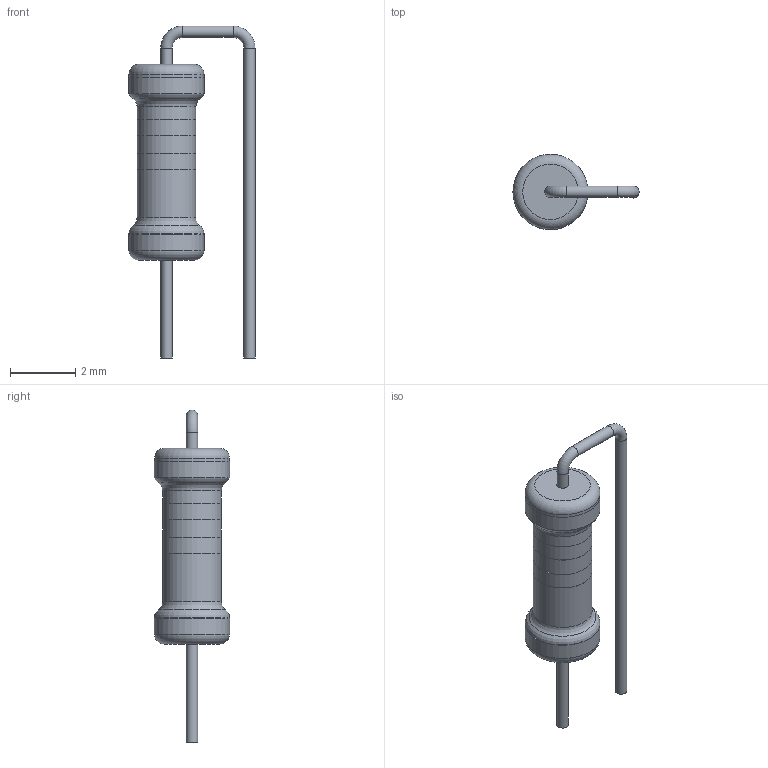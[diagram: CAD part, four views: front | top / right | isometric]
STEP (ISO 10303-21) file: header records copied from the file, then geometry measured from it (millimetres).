
FILE_DESCRIPTION(/* description */ (''),/* implementation_level */ '2;1');
FILE_NAME(/* name */ 'Resistor TH vertical 2,54.stp',/* time_stamp */ '2017-02-22T20:43:35+03:00',/* author */ ('Boris'),/* organization */ (''),/* preprocessor_version */ 'ST-DEVELOPER v16.5',/* originating_system */ 'Autodesk Inventor 2017',/* authorisation */ '');
FILE_SCHEMA (('AUTOMOTIVE_DESIGN { 1 0 10303 214 3 1 1 }'));
Length unit declared in the file: millimetre
Products named in the file (1): Resistor TH vertical
Bounding box: 3.87 x 2.3 x 10.18 mm (x, y, z)
Volume: 19.9 mm3; surface area: 62.5 mm2
Topology: 1 solids, 1 shells, 33 faces, 56 edges, 35 vertices
Faces by surface type: cylinder 13, plane 12, torus 8
Full cylindrical faces by diameter (mm): 0.35 x4, 1.8 x3, 1.802 x2, 2.3 x2, 2.302 x2
Entity records: 738 total; most frequent: DIRECTION 132, CARTESIAN_POINT 98, AXIS2_PLACEMENT_3D 66, EDGE_LOOP 64, ORIENTED_EDGE 64, FACE_OUTER_BOUND 33, ADVANCED_FACE 33, CIRCLE 32
